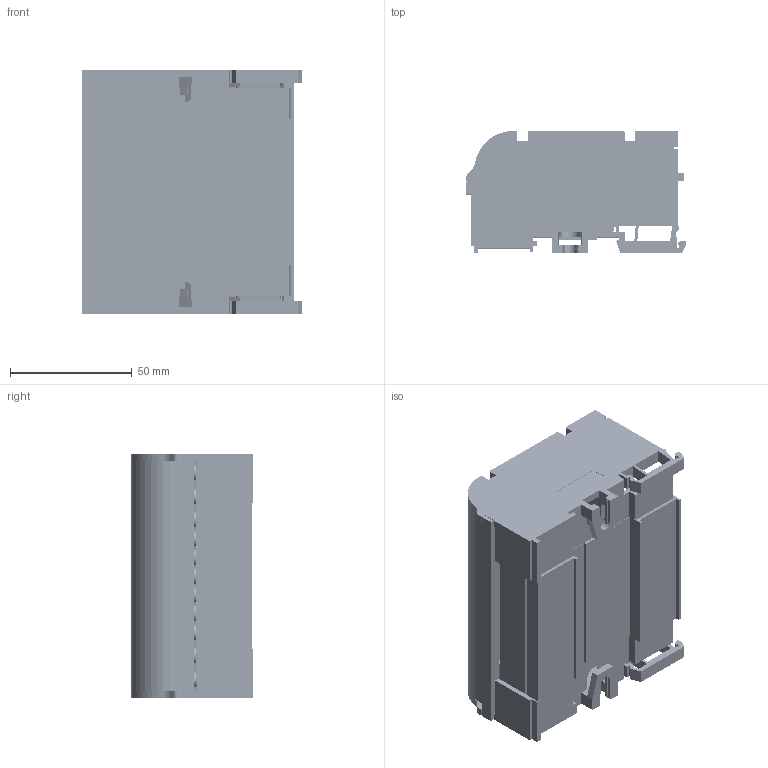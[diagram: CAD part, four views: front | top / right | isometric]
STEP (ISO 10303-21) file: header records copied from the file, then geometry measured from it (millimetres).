
FILE_DESCRIPTION(/* description */ (''),/* implementation_level */ '2;1');
FILE_NAME(/* name */ '3d_ACB4P100G11.stp',/* time_stamp */ '2023-10-31T17:30:10+01:00',/* author */ ('FUMAGALLI'),/* organization */ (''),/* preprocessor_version */ 'ST-DEVELOPER v16.1',/* originating_system */ 'Autodesk Inventor 2016',/* authorisation */ '');
FILE_SCHEMA (('AUTOMOTIVE_DESIGN { 1 0 10303 214 3 1 1 }'));
Length unit declared in the file: millimetre
Products named in the file (1): 3d_ACB4P100G11
Bounding box: 89.96 x 50 x 100 mm (x, y, z)
Volume: 105626 mm3; surface area: 126083.9 mm2
Topology: 56 solids, 56 shells, 2213 faces, 6136 edges, 4024 vertices
Faces by surface type: plane 1667, cylinder 322, bspline 88, cone 88, torus 44, sphere 4
Full cylindrical faces by diameter (mm): 4.3 x44, 4.5 x16, 5.5 x24, 6.5 x44, 8.5 x8
Entity records: 214062 total; most frequent: CARTESIAN_POINT 159291, ORIENTED_EDGE 11498, DIRECTION 10385, EDGE_CURVE 5749, LINE 4397, VECTOR 4397, VERTEX_POINT 3912, AXIS2_PLACEMENT_3D 2994
